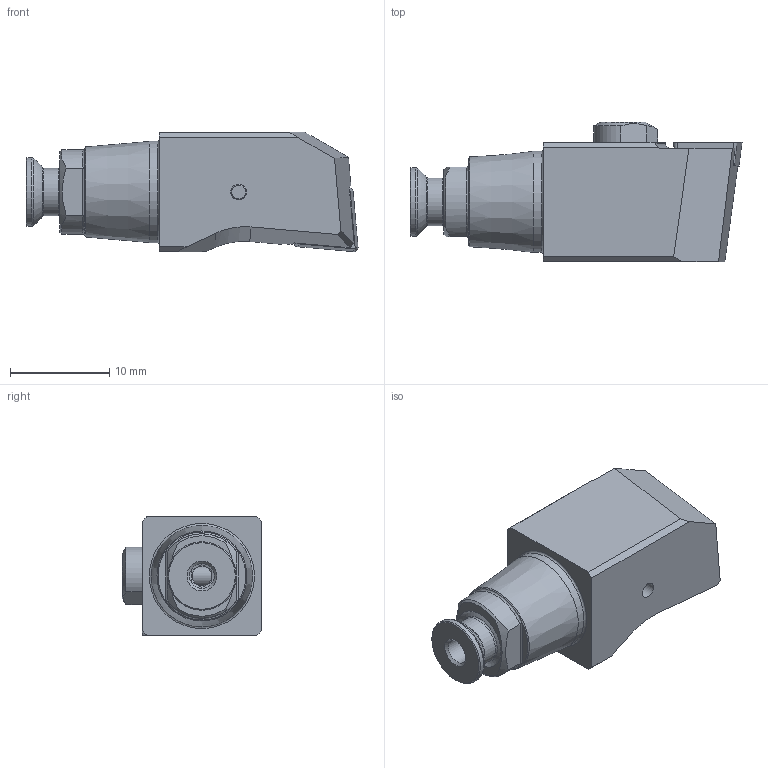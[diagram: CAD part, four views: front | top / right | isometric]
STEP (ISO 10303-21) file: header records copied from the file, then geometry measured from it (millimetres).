
FILE_DESCRIPTION (( 'STEP AP203' ), '1' );
FILE_NAME ('LW3.SCLCR.0620.06.STEP', '2022-11-04T13:51:15', ( '' ), ( '' ), 'SwSTEP 2.0', 'SolidWorks 2017', '' );
FILE_SCHEMA (( 'CONFIG_CONTROL_DESIGN' ));
Length unit declared in the file: millimetre
Products named in the file (7): LWX-ER1.007.002; CCMT060204; LW3.SCLCR.0620.06; LW3-U00.ER1.000_B; LW3-KCA.RLA.020_A; ISO 14581 - M2x12; WCA-ER2.001.005_A
Assembly tree (6 placements, depth 2):
  LW3.SCLCR.0620.06
    LW3-KCA.RLA.020_A
    LW3-U00.ER1.000_B
    LWX-ER1.007.002
    ISO 14581 - M2x12
    CCMT060204
    WCA-ER2.001.005_A
Bounding box: 33.4 x 14 x 12 mm (x, y, z)
Volume: 3025.1 mm3; surface area: 2388.6 mm2
Topology: 6 solids, 6 shells, 186 faces, 452 edges, 278 vertices
Faces by surface type: plane 69, cylinder 52, cone 40, torus 12, bspline 12, sphere 1
Full cylindrical faces by diameter (mm): 1.6 x1, 2 x3, 2.05 x1, 2.5 x2, 2.8 x1, 3 x2, 3.4 x1, 3.8 x1, 3.85 x1, 4.8 x1, 5 x1, 5.5 x1, 6 x1, 6.9 x1, 10.175 x1
Entity records: 6223 total; most frequent: CARTESIAN_POINT 1546, DIRECTION 802, ORIENTED_EDGE 774, EDGE_CURVE 387, AXIS2_PLACEMENT_3D 326, VERTEX_POINT 268, EDGE_LOOP 251, FACE_OUTER_BOUND 216
